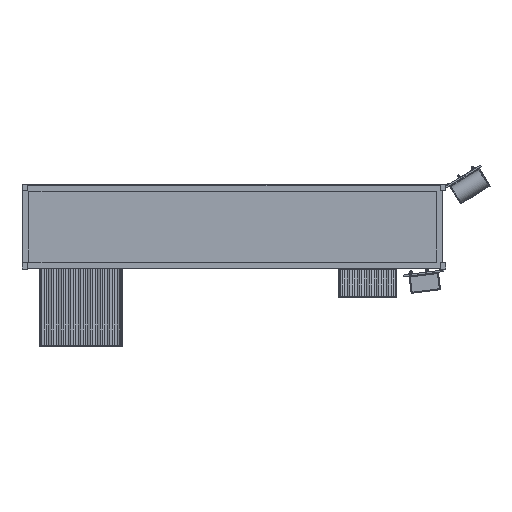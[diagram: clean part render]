
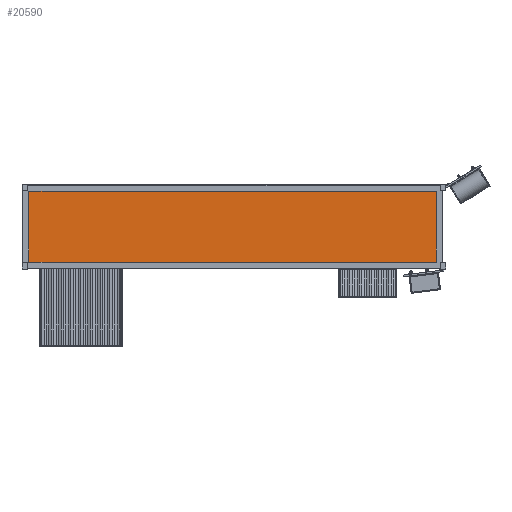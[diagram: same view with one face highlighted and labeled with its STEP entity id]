
A CAD part, front view. The second image highlights one B-rep face of the part: STEP entity #20590.
In plain terms, the highlighted planar face has unit normal (0, -1, 0).
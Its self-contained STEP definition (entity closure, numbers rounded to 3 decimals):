
#10804 = EDGE_CURVE ( 'E101078', #46080, #104417, #196153, .T. ) ;
#18220 = DIRECTION ( 'NONE',  ( -1., 0., 0. ) ) ;
#18933 = LINE ( 'NONE', #66609, #145465 ) ;
#20590 = ADVANCED_FACE ( 'E104548', ( #189018 ), #209114, .T. ) ;
#46080 = VERTEX_POINT ( 'NONE', #112515 ) ;
#50059 = DIRECTION ( 'NONE',  ( 1., 0., 0. ) ) ;
#53492 = VECTOR ( 'NONE', #164948, 1000. ) ;
#56675 = ORIENTED_EDGE ( 'NONE', *, *, #178439, .T. ) ;
#66609 = CARTESIAN_POINT ( 'NONE',  ( 6140., 109.75, 198. ) ) ;
#76616 = LINE ( 'NONE', #173872, #218947 ) ;
#95192 = DIRECTION ( 'NONE',  ( 0., 0., -1. ) ) ;
#101853 = VECTOR ( 'NONE', #95192, 1000. ) ;
#104417 = VERTEX_POINT ( 'NONE', #205792 ) ;
#111776 = CARTESIAN_POINT ( 'NONE',  ( 201., 109.75, 1219. ) ) ;
#112515 = CARTESIAN_POINT ( 'NONE',  ( 11919., 109.75, 198. ) ) ;
#114070 = CARTESIAN_POINT ( 'NONE',  ( 201., 109.75, 198. ) ) ;
#121163 = DIRECTION ( 'NONE',  ( 0., -1., 0. ) ) ;
#121908 = DIRECTION ( 'NONE',  ( 1., 0., 0. ) ) ;
#129420 = EDGE_CURVE ( 'E101317', #135473, #46080, #18933, .T. ) ;
#135473 = VERTEX_POINT ( 'NONE', #114070 ) ;
#139777 = CARTESIAN_POINT ( 'NONE',  ( 201., 109.75, 2240. ) ) ;
#141730 = VERTEX_POINT ( 'NONE', #139777 ) ;
#145465 = VECTOR ( 'NONE', #50059, 1000. ) ;
#147585 = EDGE_CURVE ( 'E102094', #104417, #141730, #76616, .T. ) ;
#158017 = CARTESIAN_POINT ( 'NONE',  ( 6055., 109.75, 1219. ) ) ;
#159998 = ORIENTED_EDGE ( 'NONE', *, *, #129420, .T. ) ;
#164948 = DIRECTION ( 'NONE',  ( 0., 0., 1. ) ) ;
#165661 = CARTESIAN_POINT ( 'NONE',  ( 11919., 109.75, 1219. ) ) ;
#173872 = CARTESIAN_POINT ( 'NONE',  ( 6140., 109.75, 2240. ) ) ;
#178439 = EDGE_CURVE ( 'E101556', #141730, #135473, #209605, .T. ) ;
#179614 = ORIENTED_EDGE ( 'NONE', *, *, #147585, .T. ) ;
#189018 = FACE_OUTER_BOUND ( 'NONE', #195609, .T. ) ;
#195609 = EDGE_LOOP ( 'NONE', ( #159998, #202894, #179614, #56675 ) ) ;
#196153 = LINE ( 'NONE', #165661, #53492 ) ;
#202894 = ORIENTED_EDGE ( 'NONE', *, *, #10804, .T. ) ;
#205792 = CARTESIAN_POINT ( 'NONE',  ( 11919., 109.75, 2240. ) ) ;
#209114 = PLANE ( 'NONE',  #221204 ) ;
#209605 = LINE ( 'NONE', #111776, #101853 ) ;
#218947 = VECTOR ( 'NONE', #18220, 1000. ) ;
#221204 = AXIS2_PLACEMENT_3D ( 'NONE', #158017, #121163, #121908 ) ;
